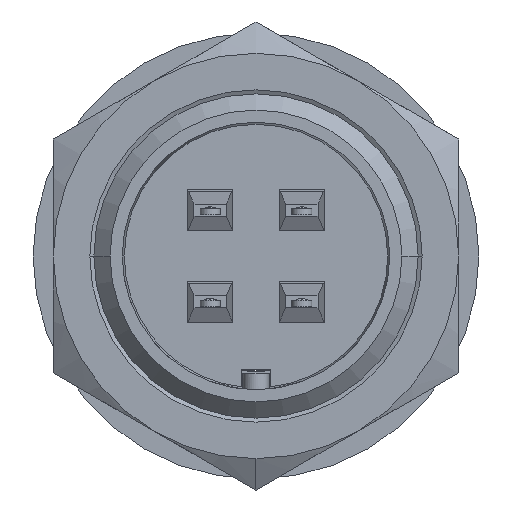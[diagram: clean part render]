
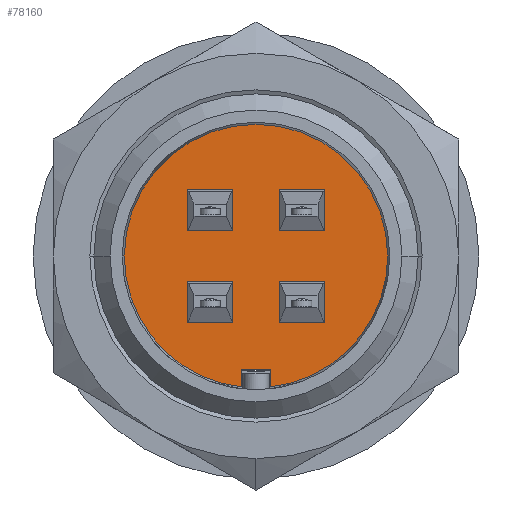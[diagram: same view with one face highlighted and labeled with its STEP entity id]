
A CAD part, front view. The second image highlights one B-rep face of the part: STEP entity #78160.
In plain terms, the highlighted planar face has unit normal (0, -1, 0).
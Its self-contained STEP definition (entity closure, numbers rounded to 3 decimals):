
#34410=CARTESIAN_POINT('',(0.,2.5,0.));
#34420=DIRECTION('',(0.,-1.,0.));
#34430=DIRECTION('',(-1.,0.,0.));
#34440=AXIS2_PLACEMENT_3D('',#34410,#34420,#34430);
#34450=CIRCLE('',#34440,3.25);
#34460=CARTESIAN_POINT('',(0.35,2.5,-3.231));
#34470=VERTEX_POINT('',#34460);
#34480=CARTESIAN_POINT('',(3.25,2.5,0.));
#34490=VERTEX_POINT('',#34480);
#34500=EDGE_CURVE('',#34470,#34490,#34450,.T.);
#37110=CARTESIAN_POINT('',(-0.35,2.5,-2.8));
#37120=VERTEX_POINT('',#37110);
#37280=CARTESIAN_POINT('',(-0.35,2.5,-3.231));
#37290=VERTEX_POINT('',#37280);
#37320=CARTESIAN_POINT('',(-0.35,2.5,0.));
#37330=DIRECTION('',(0.,0.,-1.));
#37340=VECTOR('',#37330,1.);
#37350=LINE('',#37320,#37340);
#37360=EDGE_CURVE('',#37120,#37290,#37350,.T.);
#76440=CARTESIAN_POINT('',(0.35,2.5,-2.8));
#76450=VERTEX_POINT('',#76440);
#76480=CARTESIAN_POINT('',(0.35,2.5,0.));
#76490=DIRECTION('',(0.,0.,1.));
#76500=VECTOR('',#76490,1.);
#76510=LINE('',#76480,#76500);
#76520=EDGE_CURVE('',#34470,#76450,#76510,.T.);
#76580=CARTESIAN_POINT('',(-6.61,2.5,-4.166));
#76590=DIRECTION('',(-0.,-1.,-0.));
#76600=DIRECTION('',(-1.,0.,0.));
#76610=AXIS2_PLACEMENT_3D('',#76580,#76590,#76600);
#76620=PLANE('',#76610);
#76630=CARTESIAN_POINT('',(-3.25,2.5,0.));
#76640=VERTEX_POINT('',#76630);
#76650=EDGE_CURVE('',#34490,#76640,#34450,.T.);
#76660=ORIENTED_EDGE('',*,*,#76650,.T.);
#76670=ORIENTED_EDGE('',*,*,#34500,.T.);
#76680=ORIENTED_EDGE('',*,*,#76520,.F.);
#76690=CARTESIAN_POINT('',(0.,2.5,-2.8));
#76700=DIRECTION('',(-1.,0.,0.));
#76710=VECTOR('',#76700,1.);
#76720=LINE('',#76690,#76710);
#76730=EDGE_CURVE('',#76450,#37120,#76720,.T.);
#76740=ORIENTED_EDGE('',*,*,#76730,.F.);
#76750=ORIENTED_EDGE('',*,*,#37360,.F.);
#76760=EDGE_CURVE('',#76640,#37290,#34450,.T.);
#76770=ORIENTED_EDGE('',*,*,#76760,.T.);
#76780=EDGE_LOOP('',(#76770,#76750,#76740,#76680,#76670,#76660));
#76790=FACE_OUTER_BOUND('',#76780,.T.);
#76800=CARTESIAN_POINT('',(0.57,2.5,0.));
#76810=DIRECTION('',(0.,0.,-1.));
#76820=VECTOR('',#76810,1.);
#76830=LINE('',#76800,#76820);
#76840=CARTESIAN_POINT('',(0.57,2.5,-0.62));
#76850=VERTEX_POINT('',#76840);
#76860=CARTESIAN_POINT('',(0.57,2.5,-1.64));
#76870=VERTEX_POINT('',#76860);
#76880=EDGE_CURVE('',#76850,#76870,#76830,.T.);
#76890=ORIENTED_EDGE('',*,*,#76880,.F.);
#76900=CARTESIAN_POINT('',(0.,2.5,-1.64));
#76910=DIRECTION('',(1.,0.,0.));
#76920=VECTOR('',#76910,1.);
#76930=LINE('',#76900,#76920);
#76940=CARTESIAN_POINT('',(1.69,2.5,-1.64));
#76950=VERTEX_POINT('',#76940);
#76960=EDGE_CURVE('',#76870,#76950,#76930,.T.);
#76970=ORIENTED_EDGE('',*,*,#76960,.F.);
#76980=CARTESIAN_POINT('',(1.69,2.5,0.));
#76990=DIRECTION('',(0.,0.,1.));
#77000=VECTOR('',#76990,1.);
#77010=LINE('',#76980,#77000);
#77020=CARTESIAN_POINT('',(1.69,2.5,-0.62));
#77030=VERTEX_POINT('',#77020);
#77040=EDGE_CURVE('',#76950,#77030,#77010,.T.);
#77050=ORIENTED_EDGE('',*,*,#77040,.F.);
#77060=CARTESIAN_POINT('',(0.,2.5,-0.62));
#77070=DIRECTION('',(-1.,0.,0.));
#77080=VECTOR('',#77070,1.);
#77090=LINE('',#77060,#77080);
#77100=EDGE_CURVE('',#77030,#76850,#77090,.T.);
#77110=ORIENTED_EDGE('',*,*,#77100,.F.);
#77120=EDGE_LOOP('',(#77110,#77050,#76970,#76890));
#77130=FACE_BOUND('',#77120,.T.);
#77140=CARTESIAN_POINT('',(0.,2.5,1.64));
#77150=DIRECTION('',(-1.,0.,0.));
#77160=VECTOR('',#77150,1.);
#77170=LINE('',#77140,#77160);
#77180=CARTESIAN_POINT('',(-0.57,2.5,1.64));
#77190=VERTEX_POINT('',#77180);
#77200=CARTESIAN_POINT('',(-1.69,2.5,1.64));
#77210=VERTEX_POINT('',#77200);
#77220=EDGE_CURVE('',#77190,#77210,#77170,.T.);
#77230=ORIENTED_EDGE('',*,*,#77220,.F.);
#77240=CARTESIAN_POINT('',(-1.69,2.5,0.));
#77250=DIRECTION('',(0.,0.,-1.));
#77260=VECTOR('',#77250,1.);
#77270=LINE('',#77240,#77260);
#77280=CARTESIAN_POINT('',(-1.69,2.5,0.62));
#77290=VERTEX_POINT('',#77280);
#77300=EDGE_CURVE('',#77210,#77290,#77270,.T.);
#77310=ORIENTED_EDGE('',*,*,#77300,.F.);
#77320=CARTESIAN_POINT('',(0.,2.5,0.62));
#77330=DIRECTION('',(1.,0.,0.));
#77340=VECTOR('',#77330,1.);
#77350=LINE('',#77320,#77340);
#77360=CARTESIAN_POINT('',(-0.57,2.5,0.62));
#77370=VERTEX_POINT('',#77360);
#77380=EDGE_CURVE('',#77290,#77370,#77350,.T.);
#77390=ORIENTED_EDGE('',*,*,#77380,.F.);
#77400=CARTESIAN_POINT('',(-0.57,2.5,0.));
#77410=DIRECTION('',(0.,0.,1.));
#77420=VECTOR('',#77410,1.);
#77430=LINE('',#77400,#77420);
#77440=EDGE_CURVE('',#77370,#77190,#77430,.T.);
#77450=ORIENTED_EDGE('',*,*,#77440,.F.);
#77460=EDGE_LOOP('',(#77450,#77390,#77310,#77230));
#77470=FACE_BOUND('',#77460,.T.);
#77480=CARTESIAN_POINT('',(0.57,2.5,0.));
#77490=DIRECTION('',(0.,0.,-1.));
#77500=VECTOR('',#77490,1.);
#77510=LINE('',#77480,#77500);
#77520=CARTESIAN_POINT('',(0.57,2.5,1.64));
#77530=VERTEX_POINT('',#77520);
#77540=CARTESIAN_POINT('',(0.57,2.5,0.62));
#77550=VERTEX_POINT('',#77540);
#77560=EDGE_CURVE('',#77530,#77550,#77510,.T.);
#77570=ORIENTED_EDGE('',*,*,#77560,.F.);
#77580=CARTESIAN_POINT('',(0.,2.5,0.62));
#77590=DIRECTION('',(1.,0.,0.));
#77600=VECTOR('',#77590,1.);
#77610=LINE('',#77580,#77600);
#77620=CARTESIAN_POINT('',(1.69,2.5,0.62));
#77630=VERTEX_POINT('',#77620);
#77640=EDGE_CURVE('',#77550,#77630,#77610,.T.);
#77650=ORIENTED_EDGE('',*,*,#77640,.F.);
#77660=CARTESIAN_POINT('',(1.69,2.5,0.));
#77670=DIRECTION('',(0.,0.,1.));
#77680=VECTOR('',#77670,1.);
#77690=LINE('',#77660,#77680);
#77700=CARTESIAN_POINT('',(1.69,2.5,1.64));
#77710=VERTEX_POINT('',#77700);
#77720=EDGE_CURVE('',#77630,#77710,#77690,.T.);
#77730=ORIENTED_EDGE('',*,*,#77720,.F.);
#77740=CARTESIAN_POINT('',(0.,2.5,1.64));
#77750=DIRECTION('',(-1.,0.,0.));
#77760=VECTOR('',#77750,1.);
#77770=LINE('',#77740,#77760);
#77780=EDGE_CURVE('',#77710,#77530,#77770,.T.);
#77790=ORIENTED_EDGE('',*,*,#77780,.F.);
#77800=EDGE_LOOP('',(#77790,#77730,#77650,#77570));
#77810=FACE_BOUND('',#77800,.T.);
#77820=CARTESIAN_POINT('',(0.,2.5,-0.62));
#77830=DIRECTION('',(-1.,0.,0.));
#77840=VECTOR('',#77830,1.);
#77850=LINE('',#77820,#77840);
#77860=CARTESIAN_POINT('',(-0.57,2.5,-0.62));
#77870=VERTEX_POINT('',#77860);
#77880=CARTESIAN_POINT('',(-1.69,2.5,-0.62));
#77890=VERTEX_POINT('',#77880);
#77900=EDGE_CURVE('',#77870,#77890,#77850,.T.);
#77910=ORIENTED_EDGE('',*,*,#77900,.F.);
#77920=CARTESIAN_POINT('',(-1.69,2.5,0.));
#77930=DIRECTION('',(0.,0.,-1.));
#77940=VECTOR('',#77930,1.);
#77950=LINE('',#77920,#77940);
#77960=CARTESIAN_POINT('',(-1.69,2.5,-1.64));
#77970=VERTEX_POINT('',#77960);
#77980=EDGE_CURVE('',#77890,#77970,#77950,.T.);
#77990=ORIENTED_EDGE('',*,*,#77980,.F.);
#78000=CARTESIAN_POINT('',(0.,2.5,-1.64));
#78010=DIRECTION('',(1.,0.,0.));
#78020=VECTOR('',#78010,1.);
#78030=LINE('',#78000,#78020);
#78040=CARTESIAN_POINT('',(-0.57,2.5,-1.64));
#78050=VERTEX_POINT('',#78040);
#78060=EDGE_CURVE('',#77970,#78050,#78030,.T.);
#78070=ORIENTED_EDGE('',*,*,#78060,.F.);
#78080=CARTESIAN_POINT('',(-0.57,2.5,0.));
#78090=DIRECTION('',(0.,0.,1.));
#78100=VECTOR('',#78090,1.);
#78110=LINE('',#78080,#78100);
#78120=EDGE_CURVE('',#78050,#77870,#78110,.T.);
#78130=ORIENTED_EDGE('',*,*,#78120,.F.);
#78140=EDGE_LOOP('',(#78130,#78070,#77990,#77910));
#78150=FACE_BOUND('',#78140,.T.);
#78160=ADVANCED_FACE('',(#76790,#77130,#77470,#77810,#78150),#76620,.T.)
;
